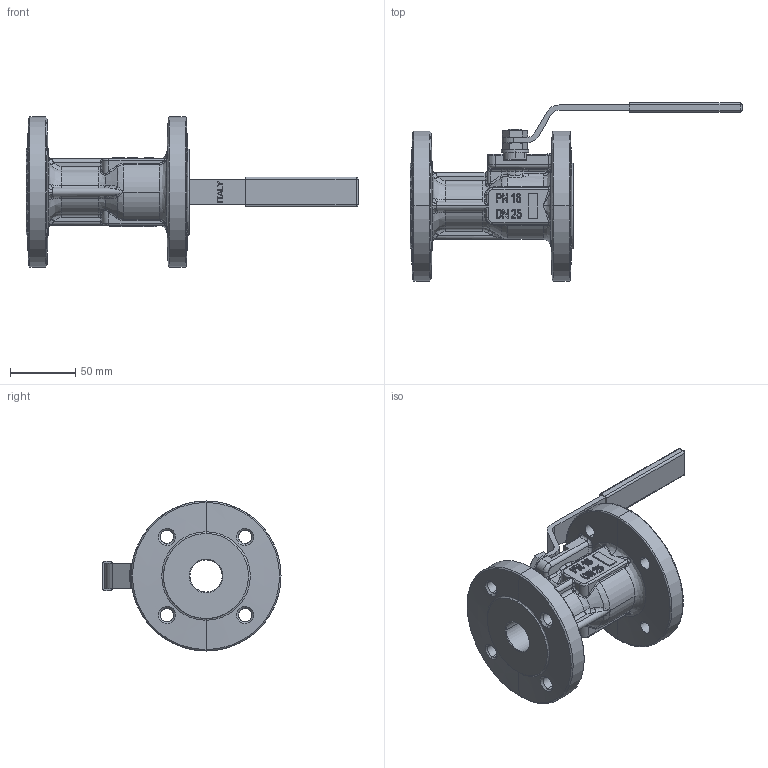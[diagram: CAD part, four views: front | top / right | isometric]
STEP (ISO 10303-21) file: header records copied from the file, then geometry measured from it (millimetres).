
FILE_DESCRIPTION (( 'STEP AP203' ), '1' );
FILE_NAME ('73000006.STEP', '2010-07-12T14:37:40', ( '.' ), ( '.' ), 'SwSTEP 2.0', 'SolidWorks 2008', '' );
FILE_SCHEMA (( 'CONFIG_CONTROL_DESIGN' ));
Products named in the file (1): 73000006
Bounding box: 254.5 x 136.5 x 115 mm (x, y, z)
Volume: 459226.8 mm3; surface area: 97558.7 mm2
Topology: 2 solids, 2 shells, 830 faces, 2113 edges, 1295 vertices
Faces by surface type: plane 288, bspline 274, cylinder 164, cone 98, torus 6
Entity records: 40784 total; most frequent: CARTESIAN_POINT 22806, ORIENTED_EDGE 4162, DIRECTION 3050, EDGE_CURVE 2081, VERTEX_POINT 1295, AXIS2_PLACEMENT_3D 1054, VECTOR 942, LINE 942
